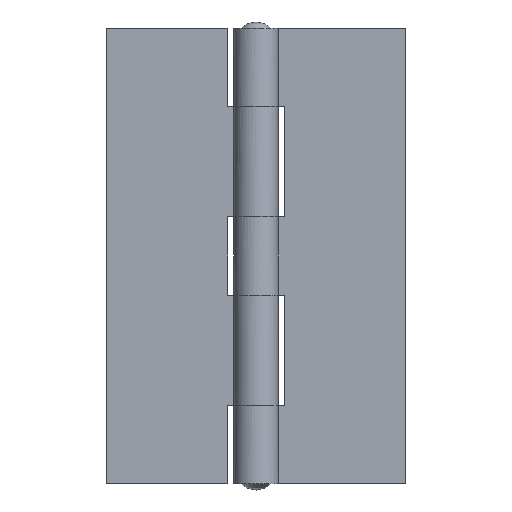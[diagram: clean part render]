
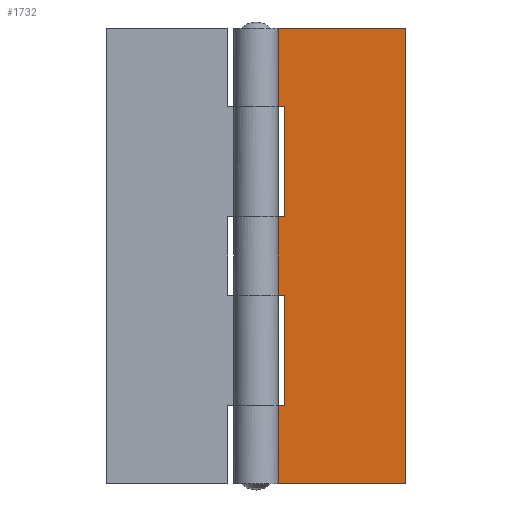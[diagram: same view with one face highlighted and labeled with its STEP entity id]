
A CAD part, front view. The second image highlights one B-rep face of the part: STEP entity #1732.
In plain terms, the highlighted free-form (B-spline) face has degree [1, 1] with [2, 2] control points.
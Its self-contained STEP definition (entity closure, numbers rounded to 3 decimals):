
#876=CARTESIAN_POINT('',(1.98,0.7,26.5));
#877=VERTEX_POINT('',#876);
#913=CARTESIAN_POINT('',(1.98,0.7,37.5));
#914=VERTEX_POINT('',#913);
#915=CARTESIAN_POINT('',(1.98,0.7,37.5));
#916=CARTESIAN_POINT('',(1.98,0.7,26.5));
#917=QUASI_UNIFORM_CURVE('',1,(#915,#916),.UNSPECIFIED.,.F.,.U.);
#918=EDGE_CURVE('',#914,#877,#917,.T.);
#1109=CARTESIAN_POINT('',(4.0,0.7,26.5));
#1110=VERTEX_POINT('',#1109);
#1116=CARTESIAN_POINT('',(4.0,0.7,26.5));
#1117=CARTESIAN_POINT('',(1.98,0.7,26.5));
#1118=QUASI_UNIFORM_CURVE('',1,(#1116,#1117),.UNSPECIFIED.,.F.,.U.);
#1119=EDGE_CURVE('',#1110,#877,#1118,.T.);
#1139=CARTESIAN_POINT('',(4.0,0.7,11.0));
#1140=VERTEX_POINT('',#1139);
#1146=CARTESIAN_POINT('',(4.0,0.7,11.0));
#1147=CARTESIAN_POINT('',(4.0,0.7,26.5));
#1148=QUASI_UNIFORM_CURVE('',1,(#1146,#1147),.UNSPECIFIED.,.F.,.U.);
#1149=EDGE_CURVE('',#1140,#1110,#1148,.T.);
#1211=CARTESIAN_POINT('',(1.98,0.7,11.0));
#1212=VERTEX_POINT('',#1211);
#1245=CARTESIAN_POINT('',(1.98,0.7,11.0));
#1246=CARTESIAN_POINT('',(4.0,0.7,11.0));
#1247=QUASI_UNIFORM_CURVE('',1,(#1245,#1246),.UNSPECIFIED.,.F.,.U.);
#1248=EDGE_CURVE('',#1212,#1140,#1247,.T.);
#1269=CARTESIAN_POINT('',(4.0,0.7,37.5));
#1270=VERTEX_POINT('',#1269);
#1271=CARTESIAN_POINT('',(4.0,0.7,37.5));
#1272=CARTESIAN_POINT('',(1.98,0.7,37.5));
#1273=QUASI_UNIFORM_CURVE('',1,(#1271,#1272),.UNSPECIFIED.,.F.,.U.);
#1274=EDGE_CURVE('',#1270,#914,#1273,.T.);
#1290=CARTESIAN_POINT('',(4.0,0.7,53.));
#1291=VERTEX_POINT('',#1290);
#1292=CARTESIAN_POINT('',(4.0,0.7,53.));
#1293=CARTESIAN_POINT('',(4.0,0.7,37.5));
#1294=QUASI_UNIFORM_CURVE('',1,(#1292,#1293),.UNSPECIFIED.,.F.,.U.);
#1295=EDGE_CURVE('',#1291,#1270,#1294,.T.);
#1318=CARTESIAN_POINT('',(1.98,0.7,53.));
#1319=VERTEX_POINT('',#1318);
#1320=CARTESIAN_POINT('',(1.98,0.7,53.));
#1321=CARTESIAN_POINT('',(4.0,0.7,53.));
#1322=QUASI_UNIFORM_CURVE('',1,(#1320,#1321),.UNSPECIFIED.,.F.,.U.);
#1323=EDGE_CURVE('',#1319,#1291,#1322,.T.);
#1409=CARTESIAN_POINT('',(21.0,0.7,0.0));
#1410=VERTEX_POINT('',#1409);
#1418=CARTESIAN_POINT('',(1.98,0.7,0.0));
#1419=VERTEX_POINT('',#1418);
#1420=CARTESIAN_POINT('',(1.98,0.7,0.0));
#1421=CARTESIAN_POINT('',(21.0,0.7,0.0));
#1422=QUASI_UNIFORM_CURVE('',1,(#1420,#1421),.UNSPECIFIED.,.F.,.U.);
#1423=EDGE_CURVE('',#1419,#1410,#1422,.T.);
#1520=CARTESIAN_POINT('',(21.0,0.7,64.));
#1521=VERTEX_POINT('',#1520);
#1571=CARTESIAN_POINT('',(1.98,0.7,64.));
#1572=VERTEX_POINT('',#1571);
#1607=CARTESIAN_POINT('',(1.98,0.7,64.));
#1608=CARTESIAN_POINT('',(21.0,0.7,64.));
#1609=QUASI_UNIFORM_CURVE('',1,(#1607,#1608),.UNSPECIFIED.,.F.,.U.);
#1610=EDGE_CURVE('',#1572,#1521,#1609,.T.);
#1664=CARTESIAN_POINT('',(21.0,0.7,64.));
#1665=CARTESIAN_POINT('',(21.0,0.7,0.0));
#1666=QUASI_UNIFORM_CURVE('',1,(#1664,#1665),.UNSPECIFIED.,.F.,.U.);
#1667=EDGE_CURVE('',#1521,#1410,#1666,.T.);
#1700=CARTESIAN_POINT('',(1.98,0.7,64.));
#1701=CARTESIAN_POINT('',(1.98,0.7,53.));
#1702=QUASI_UNIFORM_CURVE('',1,(#1700,#1701),.UNSPECIFIED.,.F.,.U.);
#1703=EDGE_CURVE('',#1572,#1319,#1702,.T.);
#1709=CARTESIAN_POINT('',(1.03,0.7,-3.197));
#1710=CARTESIAN_POINT('',(1.03,0.7,67.197));
#1711=CARTESIAN_POINT('',(21.95,0.7,-3.197));
#1712=CARTESIAN_POINT('',(21.95,0.7,67.197));
#1713=B_SPLINE_SURFACE_WITH_KNOTS('',1,1,((#1709,#1711),(#1710,#1712)),.UNSPECIFIED.,.F.,.F.,.U.,(2,2),(2,2),(0.0,70.394),(0.0,20.92),.UNSPECIFIED.);
#1714=ORIENTED_EDGE('',*,*,#1248,.F.);
#1715=CARTESIAN_POINT('',(1.98,0.7,11.0));
#1716=CARTESIAN_POINT('',(1.98,0.7,0.0));
#1717=QUASI_UNIFORM_CURVE('',1,(#1715,#1716),.UNSPECIFIED.,.F.,.U.);
#1718=EDGE_CURVE('',#1212,#1419,#1717,.T.);
#1719=ORIENTED_EDGE('',*,*,#1718,.T.);
#1720=ORIENTED_EDGE('',*,*,#1423,.T.);
#1721=ORIENTED_EDGE('',*,*,#1667,.F.);
#1722=ORIENTED_EDGE('',*,*,#1610,.F.);
#1723=ORIENTED_EDGE('',*,*,#1703,.T.);
#1724=ORIENTED_EDGE('',*,*,#1323,.T.);
#1725=ORIENTED_EDGE('',*,*,#1295,.T.);
#1726=ORIENTED_EDGE('',*,*,#1274,.T.);
#1727=ORIENTED_EDGE('',*,*,#918,.T.);
#1728=ORIENTED_EDGE('',*,*,#1119,.F.);
#1729=ORIENTED_EDGE('',*,*,#1149,.F.);
#1730=EDGE_LOOP('',(#1714,#1719,#1720,#1721,#1722,#1723,#1724,#1725,#1726,#1727,#1728,#1729));
#1731=FACE_OUTER_BOUND('',#1730,.T.);
#1732=ADVANCED_FACE('',(#1731),#1713,.F.);
